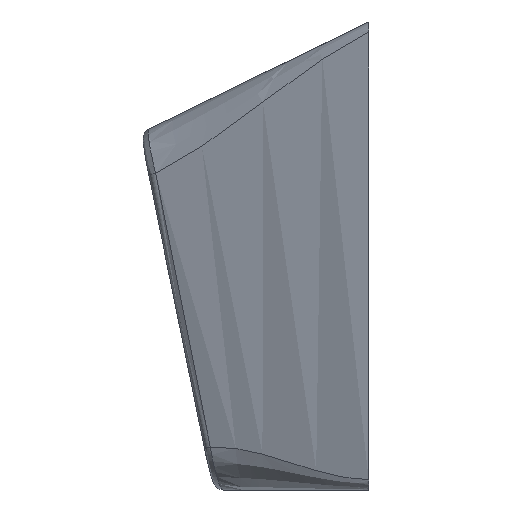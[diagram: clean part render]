
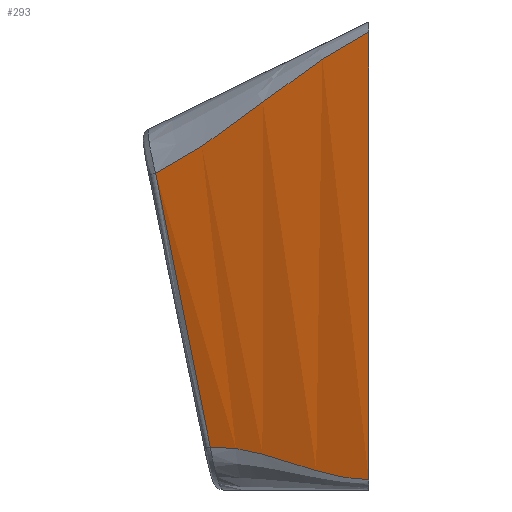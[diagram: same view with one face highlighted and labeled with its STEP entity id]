
A CAD part, left-side view. The second image highlights one B-rep face of the part: STEP entity #293.
In plain terms, the highlighted free-form (B-spline) face has degree [3, 1] with [6, 2] control points.
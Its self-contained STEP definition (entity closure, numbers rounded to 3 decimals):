
#70=VERTEX_POINT('',#71);
#71=CARTESIAN_POINT('',(0.0,0.0,-0.383));
#83=EDGE_CURVE('',#70,#84,#86,.F.);
#84=VERTEX_POINT('',#85);
#85=CARTESIAN_POINT('',(0.0,0.0,-17.6));
#86=LINE('',#87,#88);
#87=CARTESIAN_POINT('',(0.0,0.0,0.0));
#88=VECTOR('',#89,1.0);
#89=DIRECTION('',(0.0,0.0,1.0));
#293=ADVANCED_FACE('',(#294),#405,.F.);
#294=FACE_BOUND('',#295,.T.);
#295=EDGE_LOOP('',(#296,#342,#357,#404));
#296=ORIENTED_EDGE('',*,*,#297,.T.);
#297=EDGE_CURVE('',#70,#298,#300,.T.);
#298=VERTEX_POINT('',#299);
#299=CARTESIAN_POINT('',(2.904,8.189,-5.825));
#300=B_SPLINE_CURVE_WITH_KNOTS('',4,(#301,#302,#303,#304,#305,#306,#307,#308,#309,#310,#311,#312,#313,#314,#315,#316,#317,#318,#319,#320,#321,#322,#323,#324,#325,#326,#327,#328,#329,#330,#331,#332,#333,#334,#335,#336,#337,#338,#339,#340,#341),.UNSPECIFIED.,.F.,.U.,(5,4,4,4,4,4,4,4,4,4,5),(0.0,0.125,0.25,0.375,0.5,0.625,0.75,0.875,0.938,0.969,0.97),.UNSPECIFIED.);
#301=CARTESIAN_POINT('',(0.,0.,-0.383));
#302=CARTESIAN_POINT('',(0.092,0.267,-0.517));
#303=CARTESIAN_POINT('',(0.185,0.539,-0.664));
#304=CARTESIAN_POINT('',(0.28,0.815,-0.823));
#305=CARTESIAN_POINT('',(0.377,1.096,-0.993));
#306=CARTESIAN_POINT('',(0.464,1.35,-1.148));
#307=CARTESIAN_POINT('',(0.555,1.612,-1.315));
#308=CARTESIAN_POINT('',(0.648,1.881,-1.494));
#309=CARTESIAN_POINT('',(0.744,2.157,-1.683));
#310=CARTESIAN_POINT('',(0.827,2.394,-1.847));
#311=CARTESIAN_POINT('',(0.915,2.647,-2.026));
#312=CARTESIAN_POINT('',(1.008,2.914,-2.219));
#313=CARTESIAN_POINT('',(1.107,3.195,-2.426));
#314=CARTESIAN_POINT('',(1.177,3.392,-2.572));
#315=CARTESIAN_POINT('',(1.261,3.63,-2.75));
#316=CARTESIAN_POINT('',(1.359,3.906,-2.958));
#317=CARTESIAN_POINT('',(1.471,4.222,-3.195));
#318=CARTESIAN_POINT('',(1.613,4.619,-3.495));
#319=CARTESIAN_POINT('',(1.722,4.922,-3.72));
#320=CARTESIAN_POINT('',(1.798,5.131,-3.876));
#321=CARTESIAN_POINT('',(1.84,5.249,-3.962));
#322=CARTESIAN_POINT('',(1.946,5.542,-4.177));
#323=CARTESIAN_POINT('',(2.044,5.813,-4.37));
#324=CARTESIAN_POINT('',(2.134,6.062,-4.544));
#325=CARTESIAN_POINT('',(2.217,6.289,-4.698));
#326=CARTESIAN_POINT('',(2.321,6.575,-4.89));
#327=CARTESIAN_POINT('',(2.419,6.847,-5.067));
#328=CARTESIAN_POINT('',(2.514,7.107,-5.227));
#329=CARTESIAN_POINT('',(2.604,7.355,-5.373));
#330=CARTESIAN_POINT('',(2.654,7.495,-5.455));
#331=CARTESIAN_POINT('',(2.704,7.633,-5.533));
#332=CARTESIAN_POINT('',(2.753,7.769,-5.607));
#333=CARTESIAN_POINT('',(2.801,7.902,-5.677));
#334=CARTESIAN_POINT('',(2.821,7.959,-5.708));
#335=CARTESIAN_POINT('',(2.845,8.024,-5.742));
#336=CARTESIAN_POINT('',(2.871,8.098,-5.779));
#337=CARTESIAN_POINT('',(2.9,8.179,-5.82));
#338=CARTESIAN_POINT('',(2.901,8.182,-5.822));
#339=CARTESIAN_POINT('',(2.902,8.184,-5.823));
#340=CARTESIAN_POINT('',(2.903,8.187,-5.824));
#341=CARTESIAN_POINT('',(2.904,8.189,-5.825));
#342=ORIENTED_EDGE('',*,*,#343,.T.);
#343=EDGE_CURVE('',#298,#344,#346,.T.);
#344=VERTEX_POINT('',#345);
#345=CARTESIAN_POINT('',(2.885,6.09,-16.347));
#346=B_SPLINE_CURVE_WITH_KNOTS('',3,(#347,#348,#349,#350,#351,#352,#353,#354,#355,#356),.UNSPECIFIED.,.F.,.U.,(4,2,2,2,4),(-5.158,0.,5.365,10.73,15.888),.UNSPECIFIED.);
#347=CARTESIAN_POINT('',(2.912,9.206,-0.768));
#348=CARTESIAN_POINT('',(2.909,8.866,-2.454));
#349=CARTESIAN_POINT('',(2.906,8.527,-4.14));
#350=CARTESIAN_POINT('',(2.901,7.837,-7.579));
#351=CARTESIAN_POINT('',(2.898,7.486,-9.332));
#352=CARTESIAN_POINT('',(2.891,6.786,-12.839));
#353=CARTESIAN_POINT('',(2.888,6.437,-14.593));
#354=CARTESIAN_POINT('',(2.881,5.756,-18.034));
#355=CARTESIAN_POINT('',(2.878,5.423,-19.72));
#356=CARTESIAN_POINT('',(2.875,5.093,-21.408));
#357=ORIENTED_EDGE('',*,*,#358,.T.);
#358=EDGE_CURVE('',#344,#84,#359,.T.);
#359=B_SPLINE_CURVE_WITH_KNOTS('',4,(#360,#361,#362,#363,#364,#365,#366,#367,#368,#369,#370,#371,#372,#373,#374,#375,#376,#377,#378,#379,#380,#381,#382,#383,#384,#385,#386,#387,#388,#389,#390,#391,#392,#393,#394,#395,#396,#397,#398,#399,#400,#401,#402,#403),.UNSPECIFIED.,.F.,.U.,(5,4,4,4,4,4,4,3,4,4,4,5),(0.035,0.063,0.125,0.25,0.375,0.438,0.5,0.509,0.625,0.75,0.875,1.0),.UNSPECIFIED.);
#360=CARTESIAN_POINT('',(2.885,6.09,-16.347));
#361=CARTESIAN_POINT('',(2.86,6.038,-16.346));
#362=CARTESIAN_POINT('',(2.84,5.996,-16.345));
#363=CARTESIAN_POINT('',(2.825,5.962,-16.344));
#364=CARTESIAN_POINT('',(2.813,5.938,-16.344));
#365=CARTESIAN_POINT('',(2.768,5.841,-16.344));
#366=CARTESIAN_POINT('',(2.722,5.742,-16.346));
#367=CARTESIAN_POINT('',(2.676,5.642,-16.351));
#368=CARTESIAN_POINT('',(2.629,5.54,-16.358));
#369=CARTESIAN_POINT('',(2.545,5.358,-16.371));
#370=CARTESIAN_POINT('',(2.456,5.165,-16.393));
#371=CARTESIAN_POINT('',(2.362,4.961,-16.425));
#372=CARTESIAN_POINT('',(2.263,4.746,-16.467));
#373=CARTESIAN_POINT('',(2.186,4.577,-16.501));
#374=CARTESIAN_POINT('',(2.099,4.389,-16.543));
#375=CARTESIAN_POINT('',(2.004,4.181,-16.595));
#376=CARTESIAN_POINT('',(1.899,3.954,-16.659));
#377=CARTESIAN_POINT('',(1.862,3.873,-16.681));
#378=CARTESIAN_POINT('',(1.819,3.78,-16.708));
#379=CARTESIAN_POINT('',(1.77,3.675,-16.739));
#380=CARTESIAN_POINT('',(1.716,3.558,-16.774));
#381=CARTESIAN_POINT('',(1.67,3.459,-16.804));
#382=CARTESIAN_POINT('',(1.624,3.36,-16.835));
#383=CARTESIAN_POINT('',(1.578,3.261,-16.866));
#384=CARTESIAN_POINT('',(1.531,3.163,-16.897));
#385=CARTESIAN_POINT('',(1.523,3.146,-16.903));
#386=CARTESIAN_POINT('',(1.516,3.129,-16.908));
#387=CARTESIAN_POINT('',(1.508,3.112,-16.913));
#388=CARTESIAN_POINT('',(1.404,2.89,-16.984));
#389=CARTESIAN_POINT('',(1.315,2.701,-17.045));
#390=CARTESIAN_POINT('',(1.233,2.529,-17.1));
#391=CARTESIAN_POINT('',(1.158,2.371,-17.149));
#392=CARTESIAN_POINT('',(1.055,2.157,-17.215));
#393=CARTESIAN_POINT('',(0.958,1.954,-17.275));
#394=CARTESIAN_POINT('',(0.865,1.762,-17.329));
#395=CARTESIAN_POINT('',(0.777,1.581,-17.375));
#396=CARTESIAN_POINT('',(0.676,1.372,-17.428));
#397=CARTESIAN_POINT('',(0.578,1.172,-17.473));
#398=CARTESIAN_POINT('',(0.483,0.978,-17.51));
#399=CARTESIAN_POINT('',(0.39,0.79,-17.539));
#400=CARTESIAN_POINT('',(0.291,0.589,-17.569));
#401=CARTESIAN_POINT('',(0.193,0.391,-17.59));
#402=CARTESIAN_POINT('',(0.096,0.194,-17.6));
#403=CARTESIAN_POINT('',(0.,0.,-17.6));
#404=ORIENTED_EDGE('',*,*,#83,.F.);
#405=B_SPLINE_SURFACE_WITH_KNOTS('',3,1,((#406,#407),(#408,#409),(#410,#411),(#412,#413),(#414,#415),(#416,#417)),.UNSPECIFIED.,.F.,.F.,.U.,(4,2,4),(2,2),(0.0,0.5,1.0),(0.0,1.0),.UNSPECIFIED.);
#406=CARTESIAN_POINT('',(0.0,0.0,-18.0));
#407=CARTESIAN_POINT('',(0.0,0.0,0.0));
#408=CARTESIAN_POINT('',(0.5,1.0,-18.0));
#409=CARTESIAN_POINT('',(0.5,1.467,-0.714));
#410=CARTESIAN_POINT('',(1.0,2.0,-18.0));
#411=CARTESIAN_POINT('',(1.0,2.933,-1.428));
#412=CARTESIAN_POINT('',(2.0,4.0,-18.0));
#413=CARTESIAN_POINT('',(2.0,5.867,-2.855));
#414=CARTESIAN_POINT('',(2.5,5.0,-18.0));
#415=CARTESIAN_POINT('',(2.5,7.333,-3.569));
#416=CARTESIAN_POINT('',(3.0,6.0,-18.0));
#417=CARTESIAN_POINT('',(3.0,8.8,-4.283));
